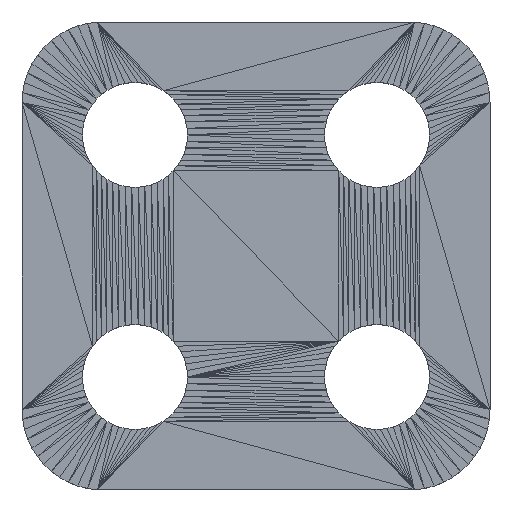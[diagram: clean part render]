
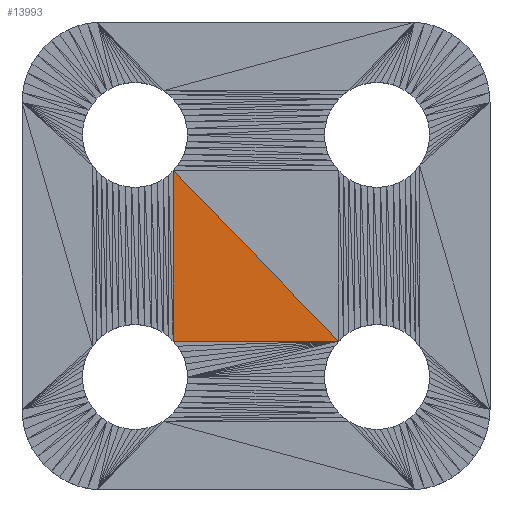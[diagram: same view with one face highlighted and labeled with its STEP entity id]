
A CAD part, top view. The second image highlights one B-rep face of the part: STEP entity #13993.
In plain terms, the highlighted planar face has unit normal (0, 0, 1).
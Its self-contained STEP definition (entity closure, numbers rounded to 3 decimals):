
#12120 = VERTEX_POINT('',#12121);
#12121 = CARTESIAN_POINT('',(-5.131,5.275,3.));
#12218 = PLANE('',#12219);
#12219 = AXIS2_PLACEMENT_3D('',#12220,#12221,#12222);
#12220 = CARTESIAN_POINT('',(-5.206,0.031,3.));
#12221 = DIRECTION('',(0.,0.,1.));
#12222 = DIRECTION('',(1.,0.,-0.));
#13922 = PLANE('',#13923);
#13923 = AXIS2_PLACEMENT_3D('',#13924,#13925,#13926);
#13924 = CARTESIAN_POINT('',(1.524,1.524,3.));
#13925 = DIRECTION('',(0.,0.,1.));
#13926 = DIRECTION('',(1.,0.,-0.));
#13940 = EDGE_CURVE('',#12120,#13941,#13943,.T.);
#13941 = VERTEX_POINT('',#13942);
#13942 = CARTESIAN_POINT('',(5.131,-5.275,3.));
#13943 = SURFACE_CURVE('',#13944,(#13948,#13955),.PCURVE_S1.);
#13944 = LINE('',#13945,#13946);
#13945 = CARTESIAN_POINT('',(-5.131,5.275,3.));
#13946 = VECTOR('',#13947,1.);
#13947 = DIRECTION('',(0.697,-0.717,0.));
#13948 = PCURVE('',#13922,#13949);
#13949 = DEFINITIONAL_REPRESENTATION('',(#13950),#13954);
#13950 = LINE('',#13951,#13952);
#13951 = CARTESIAN_POINT('',(-6.654,3.752));
#13952 = VECTOR('',#13953,1.);
#13953 = DIRECTION('',(0.697,-0.717));
#13954 = ( GEOMETRIC_REPRESENTATION_CONTEXT(2) 
PARAMETRIC_REPRESENTATION_CONTEXT() REPRESENTATION_CONTEXT('2D SPACE',''
  ) );
#13955 = PCURVE('',#13956,#13961);
#13956 = PLANE('',#13957);
#13957 = AXIS2_PLACEMENT_3D('',#13958,#13959,#13960);
#13958 = CARTESIAN_POINT('',(-1.524,-1.524,3.));
#13959 = DIRECTION('',(0.,0.,1.));
#13960 = DIRECTION('',(1.,0.,-0.));
#13961 = DEFINITIONAL_REPRESENTATION('',(#13962),#13966);
#13962 = LINE('',#13963,#13964);
#13963 = CARTESIAN_POINT('',(-3.607,6.799));
#13964 = VECTOR('',#13965,1.);
#13965 = DIRECTION('',(0.697,-0.717));
#13966 = ( GEOMETRIC_REPRESENTATION_CONTEXT(2) 
PARAMETRIC_REPRESENTATION_CONTEXT() REPRESENTATION_CONTEXT('2D SPACE',''
  ) );
#13993 = ADVANCED_FACE('',(#13994),#13956,.T.);
#13994 = FACE_BOUND('',#13995,.T.);
#13995 = EDGE_LOOP('',(#13996,#14024,#14025));
#13996 = ORIENTED_EDGE('',*,*,#13997,.T.);
#13997 = EDGE_CURVE('',#13998,#13941,#14000,.T.);
#13998 = VERTEX_POINT('',#13999);
#13999 = CARTESIAN_POINT('',(-5.131,-5.275,3.));
#14000 = SURFACE_CURVE('',#14001,(#14005,#14012),.PCURVE_S1.);
#14001 = LINE('',#14002,#14003);
#14002 = CARTESIAN_POINT('',(-5.131,-5.275,3.));
#14003 = VECTOR('',#14004,1.);
#14004 = DIRECTION('',(1.,0.,0.));
#14005 = PCURVE('',#13956,#14006);
#14006 = DEFINITIONAL_REPRESENTATION('',(#14007),#14011);
#14007 = LINE('',#14008,#14009);
#14008 = CARTESIAN_POINT('',(-3.607,-3.752));
#14009 = VECTOR('',#14010,1.);
#14010 = DIRECTION('',(1.,0.));
#14011 = ( GEOMETRIC_REPRESENTATION_CONTEXT(2) 
PARAMETRIC_REPRESENTATION_CONTEXT() REPRESENTATION_CONTEXT('2D SPACE',''
  ) );
#14012 = PCURVE('',#14013,#14018);
#14013 = PLANE('',#14014);
#14014 = AXIS2_PLACEMENT_3D('',#14015,#14016,#14017);
#14015 = CARTESIAN_POINT('',(-0.036,-5.354,3.));
#14016 = DIRECTION('',(0.,0.,1.));
#14017 = DIRECTION('',(0.,1.,0.));
#14018 = DEFINITIONAL_REPRESENTATION('',(#14019),#14023);
#14019 = LINE('',#14020,#14021);
#14020 = CARTESIAN_POINT('',(0.079,5.095));
#14021 = VECTOR('',#14022,1.);
#14022 = DIRECTION('',(0.,-1.));
#14023 = ( GEOMETRIC_REPRESENTATION_CONTEXT(2) 
PARAMETRIC_REPRESENTATION_CONTEXT() REPRESENTATION_CONTEXT('2D SPACE',''
  ) );
#14024 = ORIENTED_EDGE('',*,*,#13940,.F.);
#14025 = ORIENTED_EDGE('',*,*,#14026,.T.);
#14026 = EDGE_CURVE('',#12120,#13998,#14027,.T.);
#14027 = SURFACE_CURVE('',#14028,(#14032,#14039),.PCURVE_S1.);
#14028 = LINE('',#14029,#14030);
#14029 = CARTESIAN_POINT('',(-5.131,5.275,3.));
#14030 = VECTOR('',#14031,1.);
#14031 = DIRECTION('',(0.,-1.,0.));
#14032 = PCURVE('',#13956,#14033);
#14033 = DEFINITIONAL_REPRESENTATION('',(#14034),#14038);
#14034 = LINE('',#14035,#14036);
#14035 = CARTESIAN_POINT('',(-3.607,6.799));
#14036 = VECTOR('',#14037,1.);
#14037 = DIRECTION('',(0.,-1.));
#14038 = ( GEOMETRIC_REPRESENTATION_CONTEXT(2) 
PARAMETRIC_REPRESENTATION_CONTEXT() REPRESENTATION_CONTEXT('2D SPACE',''
  ) );
#14039 = PCURVE('',#12218,#14040);
#14040 = DEFINITIONAL_REPRESENTATION('',(#14041),#14045);
#14041 = LINE('',#14042,#14043);
#14042 = CARTESIAN_POINT('',(0.075,5.244));
#14043 = VECTOR('',#14044,1.);
#14044 = DIRECTION('',(0.,-1.));
#14045 = ( GEOMETRIC_REPRESENTATION_CONTEXT(2) 
PARAMETRIC_REPRESENTATION_CONTEXT() REPRESENTATION_CONTEXT('2D SPACE',''
  ) );
